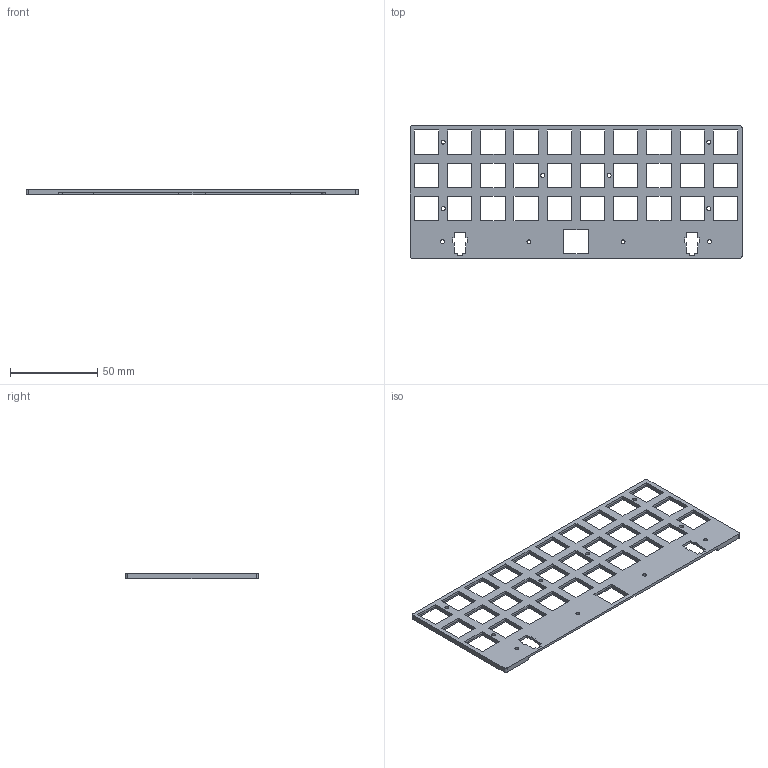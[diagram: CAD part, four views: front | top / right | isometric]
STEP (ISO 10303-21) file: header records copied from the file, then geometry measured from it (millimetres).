
FILE_DESCRIPTION(('HOOPS Exchange Step'),'2;1');
FILE_NAME('temp_export','2023-07-30T21:50:51+20:00',('jscotto'),('Shapr3D Limited'),'HOOPS Exchange 2023.1','Shapr3D','Authorized');
FILE_SCHEMA( ('AUTOMOTIVE_DESIGN { 1 0 10303 214 1 1 1 1 }') );
Length unit declared in the file: millimetre
Products named in the file (1): Plate (10u Spacebar)
Bounding box: 190.5 x 76.2 x 3 mm (x, y, z)
Volume: 22012.7 mm3; surface area: 23829 mm2
Topology: 1 solids, 1 shells, 344 faces, 952 edges, 640 vertices
Faces by surface type: plane 328, cylinder 14, bspline 2
Full cylindrical faces by diameter (mm): 2.2 x10
Entity records: 11452 total; most frequent: CARTESIAN_POINT 2407, ORIENTED_EDGE 1904, DIRECTION 1674, EDGE_CURVE 952, VECTOR 900, LINE 900, VERTEX_POINT 640, EDGE_LOOP 460
